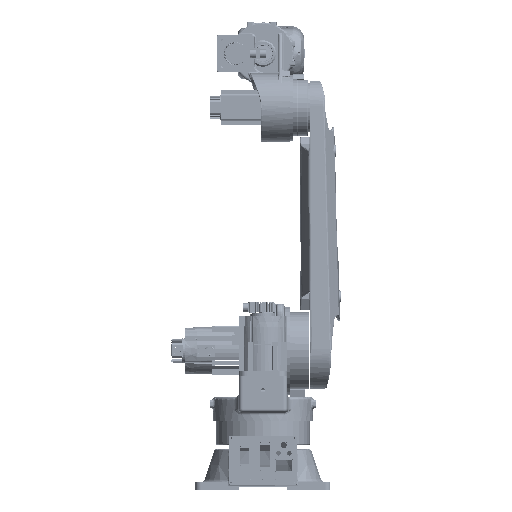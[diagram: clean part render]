
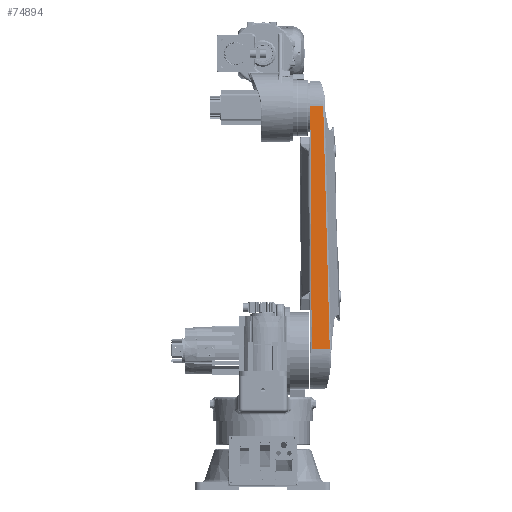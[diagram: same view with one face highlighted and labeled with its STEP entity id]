
A CAD part, left-side view. The second image highlights one B-rep face of the part: STEP entity #74894.
In plain terms, the highlighted planar face has unit normal (-0.999, 0, 0.044).
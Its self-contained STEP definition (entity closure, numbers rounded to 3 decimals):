
#9264 = VERTEX_POINT ( 'NONE', #122128 ) ;
#9999 = CARTESIAN_POINT ( 'NONE',  ( 60.138, -44.5, 521.222 ) ) ;
#24776 = CARTESIAN_POINT ( 'NONE',  ( 73.458, -178.59, 820.627 ) ) ;
#27841 = DIRECTION ( 'NONE',  ( -0.999, 0., 0.044 ) ) ;
#35703 = CARTESIAN_POINT ( 'NONE',  ( 86.779, -231.774, 1120.051 ) ) ;
#39999 = EDGE_CURVE ( 'NONE', #41384, #110321, #80556, .T. ) ;
#41384 = VERTEX_POINT ( 'NONE', #150489 ) ;
#55151 = FACE_OUTER_BOUND ( 'NONE', #159715, .T. ) ;
#62148 = DIRECTION ( 'NONE',  ( -0.044, 0., -0.999 ) ) ;
#68460 = EDGE_CURVE ( 'NONE', #41384, #123625, #162399, .T. ) ;
#68963 = ORIENTED_EDGE ( 'NONE', *, *, #68460, .T. ) ;
#74894 = ADVANCED_FACE ( 'NONE', ( #55151 ), #220952, .T. ) ;
#77600 = DIRECTION ( 'NONE',  ( 0., -1., 0. ) ) ;
#80556 = LINE ( 'NONE', #164252, #194753 ) ;
#108979 = EDGE_CURVE ( 'NONE', #123625, #9264, #156482, .T. ) ;
#110321 = VERTEX_POINT ( 'NONE', #151917 ) ;
#112580 = CARTESIAN_POINT ( 'NONE',  ( 86.779, -176.822, 1120.035 ) ) ;
#122128 = CARTESIAN_POINT ( 'NONE',  ( 60.138, -247.383, 521.222 ) ) ;
#122652 = EDGE_CURVE ( 'NONE', #9264, #110321, #148970, .T. ) ;
#123625 = VERTEX_POINT ( 'NONE', #197515 ) ;
#125820 = CARTESIAN_POINT ( 'NONE',  ( 73.459, -239.739, 820.641 ) ) ;
#148970 = B_SPLINE_CURVE_WITH_KNOTS ( 'NONE', 3,
 ( #162536, #125820, #35703, #160250 ),
 .UNSPECIFIED., .F., .F.,
 ( 4, 4 ),
 ( 0., 0.899 ),
 .UNSPECIFIED. ) ;
#149207 = CARTESIAN_POINT ( 'NONE',  ( 60.138, -44.5, 521.222 ) ) ;
#150489 = CARTESIAN_POINT ( 'NONE',  ( 100.099, -175.643, 1419.444 ) ) ;
#150880 = VECTOR ( 'NONE', #77600, 1000. ) ;
#151917 = CARTESIAN_POINT ( 'NONE',  ( 100.099, -223.205, 1419.444 ) ) ;
#156482 = LINE ( 'NONE', #149207, #150880 ) ;
#159715 = EDGE_LOOP ( 'NONE', ( #223471, #68963, #189665, #203021 ) ) ;
#160250 = CARTESIAN_POINT ( 'NONE',  ( 100.099, -223.205, 1419.444 ) ) ;
#162399 = B_SPLINE_CURVE_WITH_KNOTS ( 'NONE', 3,
 ( #178847, #112580, #24776, #214620 ),
 .UNSPECIFIED., .F., .F.,
 ( 4, 4 ),
 ( 0., 0.899 ),
 .UNSPECIFIED. ) ;
#162536 = CARTESIAN_POINT ( 'NONE',  ( 60.138, -247.383, 521.222 ) ) ;
#164252 = CARTESIAN_POINT ( 'NONE',  ( 100.099, -44.5, 1419.444 ) ) ;
#169581 = AXIS2_PLACEMENT_3D ( 'NONE', #9999, #27841, #62148 ) ;
#178847 = CARTESIAN_POINT ( 'NONE',  ( 100.099, -175.643, 1419.444 ) ) ;
#189665 = ORIENTED_EDGE ( 'NONE', *, *, #108979, .T. ) ;
#194753 = VECTOR ( 'NONE', #200855, 1000. ) ;
#197515 = CARTESIAN_POINT ( 'NONE',  ( 60.138, -180.64, 521.222 ) ) ;
#200855 = DIRECTION ( 'NONE',  ( 0., -1., 0. ) ) ;
#203021 = ORIENTED_EDGE ( 'NONE', *, *, #122652, .T. ) ;
#214620 = CARTESIAN_POINT ( 'NONE',  ( 60.138, -180.64, 521.222 ) ) ;
#220952 = PLANE ( 'NONE',  #169581 ) ;
#223471 = ORIENTED_EDGE ( 'NONE', *, *, #39999, .F. ) ;
